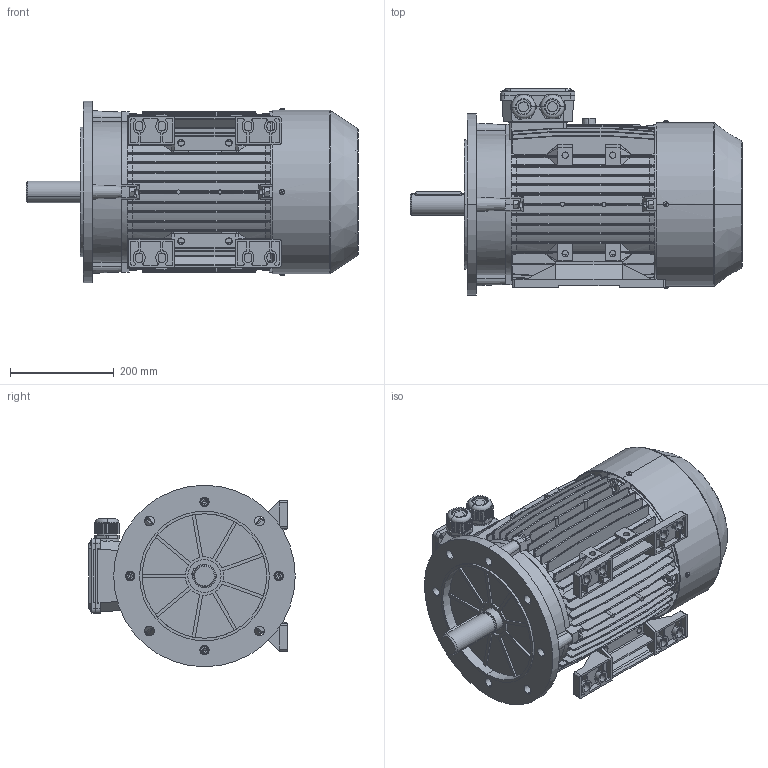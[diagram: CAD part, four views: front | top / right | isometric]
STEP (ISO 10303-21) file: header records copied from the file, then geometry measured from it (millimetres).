
FILE_DESCRIPTION (( 'STEP AP203' ), '1' );
FILE_NAME ('160 B35.STEP', '2014-05-10T07:43:26', ( 'USER' ), ( 'MS' ), 'SwSTEP 2.0', 'SolidWorks 2008', '' );
FILE_SCHEMA (( 'CONFIG_CONTROL_DESIGN' ));
Length unit declared in the file: millimetre
Products named in the file (14): 160 后盖_默认; 160转轴_默认; 180出线螺杆_默认; Cross recessed thread forming screws GB_GB_CROSS_SCREWS_TYPE138 M5X12-N; MS160 新接线盒座_默认; 160 B35; 160机壳_默认; 160风叶_默认; MS160 风罩_默认; MS160 底脚_默认; MS160 新接线盒盖_默认; Hexagon socket head cap screws GB_GB_FASTENER_SCREWS_HSHCS M10X45-N; Hexagon nuts grade C GB_GB_FASTENER_NUT_SNC1 M10-N; 160 B5盖_默认
Assembly tree (36 placements, depth 2):
  160 B35
    160机壳_默认
    180出线螺杆_默认  x2
    Hexagon nuts grade C GB_GB_FASTENER_NUT_SNC1 M10-N  x8
    160 B5盖_默认
    160 后盖_默认
    Hexagon socket head cap screws GB_GB_FASTENER_SCREWS_HSHCS M10X45-N  x8
    Cross recessed thread forming screws GB_GB_CROSS_SCREWS_TYPE138 M5X12-N  x8
    160转轴_默认
    MS160 新接线盒座_默认
    MS160 底脚_默认  x2
    160风叶_默认
    MS160 风罩_默认
    MS160 新接线盒盖_默认
Bounding box: 639.99 x 398 x 350 mm (x, y, z)
Volume: 6926918.1 mm3; surface area: 2715546.2 mm2
Topology: 36 solids, 36 shells, 4932 faces, 13255 edges, 8485 vertices
Faces by surface type: plane 3030, cylinder 1277, bspline 280, cone 229, torus 100, sphere 16
Entity records: 143064 total; most frequent: CARTESIAN_POINT 37438, ORIENTED_EDGE 22620, DIRECTION 19817, EDGE_CURVE 11310, VECTOR 7853, LINE 7853, VERTEX_POINT 7244, AXIS2_PLACEMENT_3D 5982
